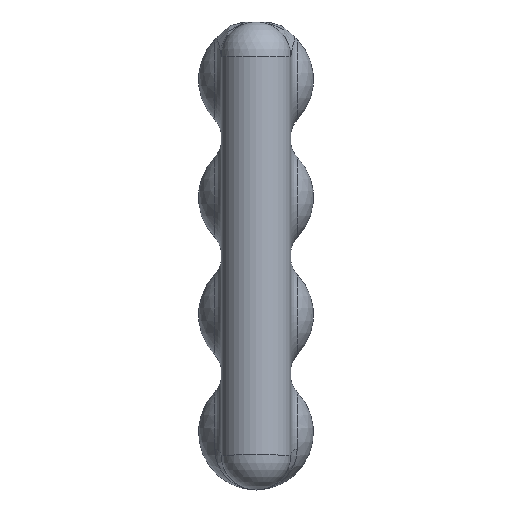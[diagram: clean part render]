
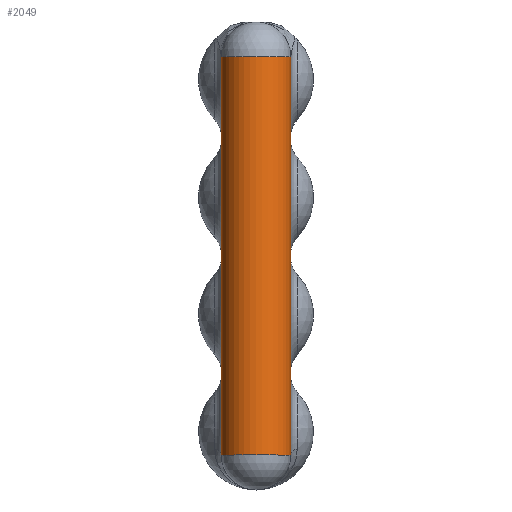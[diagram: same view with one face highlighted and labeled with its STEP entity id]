
A CAD part, top view. The second image highlights one B-rep face of the part: STEP entity #2049.
In plain terms, the highlighted cylindrical face has radius 0.75 mm (diameter 1.5 mm), a partial arc.
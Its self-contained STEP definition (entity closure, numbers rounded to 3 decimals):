
#302=DIRECTION('',(0.,1.,0.));
#303=VECTOR('',#302,8.61);
#304=CARTESIAN_POINT('',(0.75,0.75,2.195));
#305=LINE('',#304,#303);
#619=CARTESIAN_POINT('',(0.,9.36,2.195));
#620=DIRECTION('',(0.,-1.,0.));
#621=DIRECTION('',(1.,0.,0.));
#622=AXIS2_PLACEMENT_3D('',#619,#620,#621);
#624=CARTESIAN_POINT('',(0.,0.75,2.195));
#625=DIRECTION('',(0.,-1.,0.));
#626=DIRECTION('',(1.,0.,0.));
#627=AXIS2_PLACEMENT_3D('',#624,#625,#626);
#629=DIRECTION('',(0.,1.,0.));
#630=VECTOR('',#629,8.61);
#631=CARTESIAN_POINT('',(-0.75,0.75,2.195));
#632=LINE('',#631,#630);
#1007=CARTESIAN_POINT('',(0.75,0.75,2.195));
#1008=CARTESIAN_POINT('',(-0.75,0.75,2.195));
#1009=VERTEX_POINT('',#1007);
#1010=VERTEX_POINT('',#1008);
#1175=CARTESIAN_POINT('',(-0.75,9.36,2.195));
#1177=VERTEX_POINT('',#1175);
#1179=CARTESIAN_POINT('',(0.75,9.36,2.195));
#1180=VERTEX_POINT('',#1179);
#2036=CARTESIAN_POINT('',(0.,0.,2.195));
#2037=DIRECTION('',(0.,1.,0.));
#2038=DIRECTION('',(-1.,0.,0.));
#2039=AXIS2_PLACEMENT_3D('',#2036,#2037,#2038);
#2040=CYLINDRICAL_SURFACE('',#2039,0.75);
#2042=ORIENTED_EDGE('',*,*,#2041,.F.);
#2043=ORIENTED_EDGE('',*,*,#1562,.F.);
#2045=ORIENTED_EDGE('',*,*,#2044,.T.);
#2046=ORIENTED_EDGE('',*,*,#2020,.T.);
#2047=EDGE_LOOP('',(#2042,#2043,#2045,#2046));
#2048=FACE_OUTER_BOUND('',#2047,.F.);
#623=CIRCLE('',#622,0.75);
#628=CIRCLE('',#627,0.75);
#1562=EDGE_CURVE('',#1009,#1180,#305,.T.);
#2020=EDGE_CURVE('',#1010,#1177,#632,.T.);
#2041=EDGE_CURVE('',#1180,#1177,#623,.T.);
#2044=EDGE_CURVE('',#1009,#1010,#628,.T.);
#2049=ADVANCED_FACE('',(#2048),#2040,.T.);
